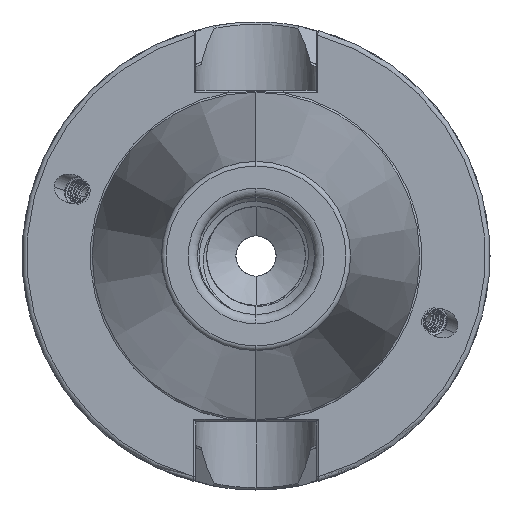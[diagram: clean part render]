
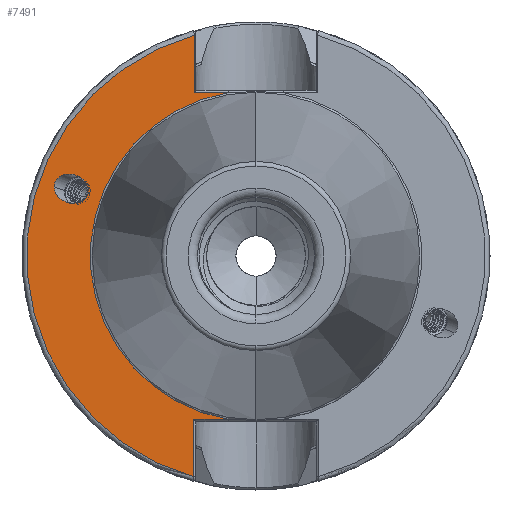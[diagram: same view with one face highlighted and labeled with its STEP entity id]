
A CAD part, left-side view. The second image highlights one B-rep face of the part: STEP entity #7491.
In plain terms, the highlighted planar face has unit normal (-1, 0, 0).
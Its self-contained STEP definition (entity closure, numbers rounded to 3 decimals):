
#3041 =( BOUNDED_CURVE ( )  B_SPLINE_CURVE ( 3, ( #6681, #6682, #6683, #6684 ),
 .UNSPECIFIED., .F., .T. ) 
 B_SPLINE_CURVE_WITH_KNOTS ( ( 4, 4 ),
 ( 5.993, 6.283 ),
 .UNSPECIFIED. ) 
 CURVE ( )  GEOMETRIC_REPRESENTATION_ITEM ( )  RATIONAL_B_SPLINE_CURVE ( ( 1., 0.993, 0.993, 1. ) ) 
 REPRESENTATION_ITEM ( '' )  );
#3044 =( BOUNDED_CURVE ( )  B_SPLINE_CURVE ( 3, ( #6688, #6689, #6690, #6691 ),
 .UNSPECIFIED., .F., .T. ) 
 B_SPLINE_CURVE_WITH_KNOTS ( ( 4, 4 ),
 ( 2.852, 5.993 ),
 .UNSPECIFIED. ) 
 CURVE ( )  GEOMETRIC_REPRESENTATION_ITEM ( )  RATIONAL_B_SPLINE_CURVE ( ( 1., 0.333, 0.333, 1. ) ) 
 REPRESENTATION_ITEM ( '' )  );
#3050 =( BOUNDED_CURVE ( )  B_SPLINE_CURVE ( 3, ( #5789, #5790, #5791, #5792 ),
 .UNSPECIFIED., .F., .F. ) 
 B_SPLINE_CURVE_WITH_KNOTS ( ( 4, 4 ),
 ( 0., 2.852 ),
 .UNSPECIFIED. ) 
 CURVE ( )  GEOMETRIC_REPRESENTATION_ITEM ( )  RATIONAL_B_SPLINE_CURVE ( ( 1., 0.43, 0.43, 1. ) ) 
 REPRESENTATION_ITEM ( '' )  );
#4027 = EDGE_LOOP ( 'NONE', ( #11978, #11979, #11976 ) ) ;
#4028 = EDGE_LOOP ( 'NONE', ( #11980, #11982, #11981, #11983, #11984, #11985 ) ) ;
#4149 = VERTEX_POINT ( 'NONE', #14018 ) ;
#4169 = VERTEX_POINT ( 'NONE', #14038 ) ;
#4170 = VERTEX_POINT ( 'NONE', #14039 ) ;
#4171 = VERTEX_POINT ( 'NONE', #14040 ) ;
#4225 = VERTEX_POINT ( 'NONE', #14094 ) ;
#4226 = VERTEX_POINT ( 'NONE', #14095 ) ;
#4282 = VERTEX_POINT ( 'NONE', #14151 ) ;
#4283 = VERTEX_POINT ( 'NONE', #14152 ) ;
#4285 = VERTEX_POINT ( 'NONE', #14154 ) ;
#5454 = FACE_BOUND ( 'NONE', #4027, .T. ) ;
#5458 = FACE_OUTER_BOUND ( 'NONE', #4028, .T. ) ;
#5460 = AXIS2_PLACEMENT_3D ( 'NONE', #8487, #8488, #8489 ) ;
#5773 = CARTESIAN_POINT ( 'NONE',  ( 0., 13.194, 47.285 ) ) ;
#5774 = DIRECTION ( 'NONE',  ( 0., 0., 1. ) ) ;
#5775 = LINE ( 'NONE', #5776, #13096 ) ;
#5776 = CARTESIAN_POINT ( 'NONE',  ( 0., 12.85, 34.9 ) ) ;
#5777 = DIRECTION ( 'NONE',  ( 0., 1., 0. ) ) ;
#5778 = DIRECTION ( 'NONE',  ( -1., 0., 0. ) ) ;
#5779 = DIRECTION ( 'NONE',  ( 0., 0., 1. ) ) ;
#5780 = CARTESIAN_POINT ( 'NONE',  ( 0., 0., 0. ) ) ;
#5781 = LINE ( 'NONE', #5782, #13099 ) ;
#5782 = CARTESIAN_POINT ( 'NONE',  ( 0., 35.398, -34.9 ) ) ;
#5783 = DIRECTION ( 'NONE',  ( 0., -1., 0. ) ) ;
#5784 = DIRECTION ( 'NONE',  ( -1., 0., 0. ) ) ;
#5785 = DIRECTION ( 'NONE',  ( 0., 0., 1. ) ) ;
#5786 = LINE ( 'NONE', #5787, #13101 ) ;
#5787 = CARTESIAN_POINT ( 'NONE',  ( 0., 13.279, 0. ) ) ;
#5788 = DIRECTION ( 'NONE',  ( 0., 0., 1. ) ) ;
#5789 = CARTESIAN_POINT ( 'NONE',  ( 0., 35.968, 13.091 ) ) ;
#5790 = CARTESIAN_POINT ( 'NONE',  ( 0., 37.57, 8.69 ) ) ;
#5791 = CARTESIAN_POINT ( 'NONE',  ( 0., 43.118, 9.99 ) ) ;
#5792 = CARTESIAN_POINT ( 'NONE',  ( 0., 43.118, 14.766 ) ) ;
#6651 = CARTESIAN_POINT ( 'NONE',  ( 0., 0., 0. ) ) ;
#6652 = LINE ( 'NONE', #5773, #13094 ) ;
#6681 = CARTESIAN_POINT ( 'NONE',  ( 0., 35.816, 13.963 ) ) ;
#6682 = CARTESIAN_POINT ( 'NONE',  ( 0., 35.816, 13.662 ) ) ;
#6683 = CARTESIAN_POINT ( 'NONE',  ( 0., 35.867, 13.369 ) ) ;
#6684 = CARTESIAN_POINT ( 'NONE',  ( 0., 35.968, 13.091 ) ) ;
#6688 = CARTESIAN_POINT ( 'NONE',  ( 0., 43.118, 14.766 ) ) ;
#6689 = CARTESIAN_POINT ( 'NONE',  ( 0., 43.118, 20.987 ) ) ;
#6690 = CARTESIAN_POINT ( 'NONE',  ( 0., 35.816, 20.184 ) ) ;
#6691 = CARTESIAN_POINT ( 'NONE',  ( 0., 35.816, 13.963 ) ) ;
#7101 = CIRCLE ( 'NONE', #13093, 35.398 ) ;
#7102 = CIRCLE ( 'NONE', #13097, 49. ) ;
#7336 = EDGE_CURVE ( 'NONE', #4282, #4283, #3041, .T. ) ;
#7338 = EDGE_CURVE ( 'NONE', #4285, #4282, #3044, .T. ) ;
#7491 = ADVANCED_FACE ( 'NONE', ( #5454, #5458 ), #8486, .F. ) ;
#8486 = PLANE ( 'NONE',  #5460 ) ;
#8487 = CARTESIAN_POINT ( 'NONE',  ( 0., 35.398, 0. ) ) ;
#8488 = DIRECTION ( 'NONE',  ( 1., 0., 0. ) ) ;
#8489 = DIRECTION ( 'NONE',  ( 0., 0., -1. ) ) ;
#10117 = EDGE_CURVE ( 'NONE', #4149, #4225, #6652, .T. ) ;
#10118 = EDGE_CURVE ( 'NONE', #4171, #4149, #5775, .T. ) ;
#10119 = EDGE_CURVE ( 'NONE', #4171, #4170, #7101, .T. ) ;
#10120 = EDGE_CURVE ( 'NONE', #4169, #4170, #5781, .T. ) ;
#10121 = EDGE_CURVE ( 'NONE', #4225, #4226, #7102, .T. ) ;
#10122 = EDGE_CURVE ( 'NONE', #4226, #4169, #5786, .T. ) ;
#10123 = EDGE_CURVE ( 'NONE', #4283, #4285, #3050, .T. ) ;
#11976 = ORIENTED_EDGE ( 'NONE', *, *, #7336, .T. ) ;
#11978 = ORIENTED_EDGE ( 'NONE', *, *, #10123, .T. ) ;
#11979 = ORIENTED_EDGE ( 'NONE', *, *, #7338, .T. ) ;
#11980 = ORIENTED_EDGE ( 'NONE', *, *, #10121, .T. ) ;
#11981 = ORIENTED_EDGE ( 'NONE', *, *, #10120, .T. ) ;
#11982 = ORIENTED_EDGE ( 'NONE', *, *, #10122, .T. ) ;
#11983 = ORIENTED_EDGE ( 'NONE', *, *, #10119, .F. ) ;
#11984 = ORIENTED_EDGE ( 'NONE', *, *, #10118, .T. ) ;
#11985 = ORIENTED_EDGE ( 'NONE', *, *, #10117, .T. ) ;
#13093 = AXIS2_PLACEMENT_3D ( 'NONE', #6651, #5778, #5779 ) ;
#13094 = VECTOR ( 'NONE', #5774, 1000. ) ;
#13096 = VECTOR ( 'NONE', #5777, 1000. ) ;
#13097 = AXIS2_PLACEMENT_3D ( 'NONE', #5780, #5784, #5785 ) ;
#13099 = VECTOR ( 'NONE', #5783, 1000. ) ;
#13101 = VECTOR ( 'NONE', #5788, 1000. ) ;
#14018 = CARTESIAN_POINT ( 'NONE',  ( 0., 13.194, 34.9 ) ) ;
#14038 = CARTESIAN_POINT ( 'NONE',  ( 0., 13.279, -34.9 ) ) ;
#14039 = CARTESIAN_POINT ( 'NONE',  ( 0., 5.916, -34.9 ) ) ;
#14040 = CARTESIAN_POINT ( 'NONE',  ( 0., 5.916, 34.9 ) ) ;
#14094 = CARTESIAN_POINT ( 'NONE',  ( 0., 13.194, 47.19 ) ) ;
#14095 = CARTESIAN_POINT ( 'NONE',  ( 0., 13.279, -47.166 ) ) ;
#14151 = CARTESIAN_POINT ( 'NONE',  ( 0., 35.816, 13.963 ) ) ;
#14152 = CARTESIAN_POINT ( 'NONE',  ( 0., 35.968, 13.091 ) ) ;
#14154 = CARTESIAN_POINT ( 'NONE',  ( 0., 43.118, 14.766 ) ) ;
